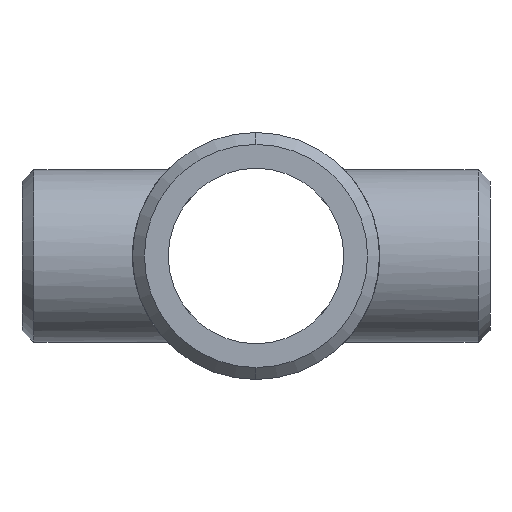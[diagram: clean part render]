
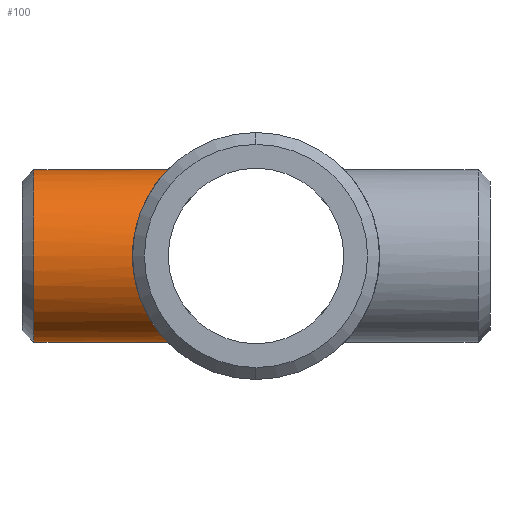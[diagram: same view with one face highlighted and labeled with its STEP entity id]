
A CAD part, left-side view. The second image highlights one B-rep face of the part: STEP entity #100.
In plain terms, the highlighted cylindrical face has radius 21.082 mm (diameter 42.164 mm), a partial arc.
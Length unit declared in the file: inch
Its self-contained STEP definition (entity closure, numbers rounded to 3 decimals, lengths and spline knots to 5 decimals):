
#15 = VERTEX_POINT ( 'NONE', #963 ) ;
#22 = CARTESIAN_POINT ( 'NONE',  ( -0.02806, 0.84927, 0.83 ) ) ;
#34 = ORIENTED_EDGE ( 'NONE', *, *, #774, .T. ) ;
#42 = CARTESIAN_POINT ( 'NONE',  ( 0., 0.84927, 0.83 ) ) ;
#59 = CARTESIAN_POINT ( 'NONE',  ( -0.82259, 1.18233, -0.11421 ) ) ;
#61 = CARTESIAN_POINT ( 'NONE',  ( 0., 0.84927, 0.83 ) ) ;
#91 = CARTESIAN_POINT ( 'NONE',  ( -0.22055, 0.87734, -0.80028 ) ) ;
#92 = CARTESIAN_POINT ( 'NONE',  ( 0., 2.13533, -0.83 ) ) ;
#100 = ADVANCED_FACE ( 'NONE', ( #397 ), #759, .T. ) ;
#107 = CARTESIAN_POINT ( 'NONE',  ( -0.27389, 0.89113, 0.78537 ) ) ;
#120 = DIRECTION ( 'NONE',  ( 0., -1., 0. ) ) ;
#132 = ORIENTED_EDGE ( 'NONE', *, *, #221, .T. ) ;
#135 = CARTESIAN_POINT ( 'NONE',  ( -0.81031, 1.17382, 0.18024 ) ) ;
#149 = CARTESIAN_POINT ( 'NONE',  ( -0.80689, 1.17146, -0.19647 ) ) ;
#172 = CARTESIAN_POINT ( 'NONE',  ( -0.18037, 0.86811, -0.81028 ) ) ;
#191 = AXIS2_PLACEMENT_3D ( 'NONE', #829, #631, #643 ) ;
#195 = CARTESIAN_POINT ( 'NONE',  ( -0.77311, 1.14845, -0.30231 ) ) ;
#201 = CARTESIAN_POINT ( 'NONE',  ( -0.78274, 1.15496, -0.27641 ) ) ;
#221 = EDGE_CURVE ( 'NONE', #15, #1042, #715, .T. ) ;
#227 = CARTESIAN_POINT ( 'NONE',  ( -0.50602, 0.98844, 0.65842 ) ) ;
#235 = CARTESIAN_POINT ( 'NONE',  ( -0.79628, 1.16418, 0.23458 ) ) ;
#251 = CARTESIAN_POINT ( 'NONE',  ( -0.78386, 1.15571, 0.27427 ) ) ;
#271 = CARTESIAN_POINT ( 'NONE',  ( -0.44131, 0.95689, -0.70345 ) ) ;
#298 = DIRECTION ( 'NONE',  ( 0., -1., 0. ) ) ;
#304 = AXIS2_PLACEMENT_3D ( 'NONE', #583, #120, #766 ) ;
#323 = CARTESIAN_POINT ( 'NONE',  ( -0.54645, 1.00974, 0.62528 ) ) ;
#350 = CARTESIAN_POINT ( 'NONE',  ( -0.82845, 1.18641, -0.05806 ) ) ;
#357 = CARTESIAN_POINT ( 'NONE',  ( -0.29861, 0.89994, -0.77489 ) ) ;
#363 = CARTESIAN_POINT ( 'NONE',  ( -0.27321, 0.89178, -0.78423 ) ) ;
#387 = EDGE_LOOP ( 'NONE', ( #1048, #132, #423, #34 ) ) ;
#397 = FACE_OUTER_BOUND ( 'NONE', #387, .T. ) ;
#418 = DIRECTION ( 'NONE',  ( 0., -1., 0. ) ) ;
#419 = CARTESIAN_POINT ( 'NONE',  ( -0.37251, 0.9273, 0.74183 ) ) ;
#423 = ORIENTED_EDGE ( 'NONE', *, *, #654, .T. ) ;
#425 = CARTESIAN_POINT ( 'NONE',  ( -0.75296, 1.13496, 0.35028 ) ) ;
#441 = CARTESIAN_POINT ( 'NONE',  ( -0.62073, 1.05185, -0.55163 ) ) ;
#461 = CARTESIAN_POINT ( 'NONE',  ( -0.65468, 1.07223, -0.51088 ) ) ;
#506 = CARTESIAN_POINT ( 'NONE',  ( -0.83007, 1.18755, 0.05558 ) ) ;
#514 = CARTESIAN_POINT ( 'NONE',  ( -0.566, 1.02048, 0.60765 ) ) ;
#562 = EDGE_CURVE ( 'NONE', #15, #883, #1043, .T. ) ;
#571 = CARTESIAN_POINT ( 'NONE',  ( -0.78729, 1.15804, -0.2632 ) ) ;
#583 = CARTESIAN_POINT ( 'NONE',  ( 0., 2.25, 0. ) ) ;
#596 = CARTESIAN_POINT ( 'NONE',  ( -0.44172, 0.95709, 0.70318 ) ) ;
#617 = CARTESIAN_POINT ( 'NONE',  ( -0.77435, 1.14927, 0.30004 ) ) ;
#623 = CARTESIAN_POINT ( 'NONE',  ( -0.80011, 1.1668, 0.22117 ) ) ;
#631 = DIRECTION ( 'NONE',  ( 0., -1., 0. ) ) ;
#635 = CARTESIAN_POINT ( 'NONE',  ( -0.50686, 0.98828, -0.65937 ) ) ;
#641 = CARTESIAN_POINT ( 'NONE',  ( -0.19382, 0.87101, -0.80717 ) ) ;
#643 = DIRECTION ( 'NONE',  ( 0., 0., 1. ) ) ;
#646 = CARTESIAN_POINT ( 'NONE',  ( -0.23387, 0.88079, -0.79649 ) ) ;
#652 = CARTESIAN_POINT ( 'NONE',  ( -0.37193, 0.9269, -0.74248 ) ) ;
#654 = EDGE_CURVE ( 'NONE', #1042, #952, #871, .T. ) ;
#694 = CARTESIAN_POINT ( 'NONE',  ( -0.74108, 1.1271, 0.37475 ) ) ;
#715 = CIRCLE ( 'NONE', #191, 0.83 ) ;
#729 = CARTESIAN_POINT ( 'NONE',  ( -0.05715, 0.84927, -0.83 ) ) ;
#738 = CARTESIAN_POINT ( 'NONE',  ( -0.71536, 1.11016, -0.42422 ) ) ;
#759 = CYLINDRICAL_SURFACE ( 'NONE', #304, 0.83 ) ;
#766 = DIRECTION ( 'NONE',  ( 0., 0., -1. ) ) ;
#772 = CARTESIAN_POINT ( 'NONE',  ( -0.14019, 0.86034, 0.81855 ) ) ;
#774 = EDGE_CURVE ( 'NONE', #952, #883, #1125, .T. ) ;
#787 = CARTESIAN_POINT ( 'NONE',  ( -0.34835, 0.91787, 0.75348 ) ) ;
#795 = CARTESIAN_POINT ( 'NONE',  ( -0.48509, 0.97786, 0.67399 ) ) ;
#799 = CARTESIAN_POINT ( 'NONE',  ( 0., 0.84927, -0.83 ) ) ;
#810 = CARTESIAN_POINT ( 'NONE',  ( -0.81826, 1.17932, -0.14188 ) ) ;
#829 = CARTESIAN_POINT ( 'NONE',  ( 0., 2.13533, 0. ) ) ;
#832 = CARTESIAN_POINT ( 'NONE',  ( -0.67061, 1.08206, -0.48977 ) ) ;
#841 = CARTESIAN_POINT ( 'NONE',  ( -0.79986, 1.16662, -0.22339 ) ) ;
#849 = CARTESIAN_POINT ( 'NONE',  ( -0.11206, 0.85618, 0.82288 ) ) ;
#861 = CARTESIAN_POINT ( 'NONE',  ( 0., 2.25, -0.83 ) ) ;
#871 = LINE ( 'NONE', #861, #1090 ) ;
#873 = VECTOR ( 'NONE', #418, 39.37008 ) ;
#876 = CARTESIAN_POINT ( 'NONE',  ( 0., 2.25, 0.83 ) ) ;
#877 = CARTESIAN_POINT ( 'NONE',  ( -0.41928, 0.94689, 0.7168 ) ) ;
#883 = VERTEX_POINT ( 'NONE', #61 ) ;
#884 = CARTESIAN_POINT ( 'NONE',  ( -0.33603, 0.91326, 0.75905 ) ) ;
#923 = CARTESIAN_POINT ( 'NONE',  ( -0.60288, 1.04139, -0.57107 ) ) ;
#930 = CARTESIAN_POINT ( 'NONE',  ( -0.41856, 0.94657, -0.71723 ) ) ;
#933 = CARTESIAN_POINT ( 'NONE',  ( -0.76801, 1.14502, -0.31503 ) ) ;
#952 = VERTEX_POINT ( 'NONE', #799 ) ;
#963 = CARTESIAN_POINT ( 'NONE',  ( 0., 2.13533, 0.83 ) ) ;
#966 = CARTESIAN_POINT ( 'NONE',  ( -0.38436, 0.93213, 0.73576 ) ) ;
#974 = CARTESIAN_POINT ( 'NONE',  ( -0.05609, 0.85066, 0.82858 ) ) ;
#975 = CARTESIAN_POINT ( 'NONE',  ( -0.65587, 1.07279, 0.51144 ) ) ;
#991 = CARTESIAN_POINT ( 'NONE',  ( -0.62218, 1.05234, 0.55188 ) ) ;
#1012 = CARTESIAN_POINT ( 'NONE',  ( -0.54711, 1.00978, -0.62635 ) ) ;
#1019 = CARTESIAN_POINT ( 'NONE',  ( -0.34797, 0.9175, -0.75401 ) ) ;
#1023 = CARTESIAN_POINT ( 'NONE',  ( 0., 0.84927, -0.83 ) ) ;
#1032 = CARTESIAN_POINT ( 'NONE',  ( -0.74115, 1.12708, -0.37757 ) ) ;
#1042 = VERTEX_POINT ( 'NONE', #92 ) ;
#1043 = LINE ( 'NONE', #876, #873 ) ;
#1048 = ORIENTED_EDGE ( 'NONE', *, *, #562, .F. ) ;
#1063 = CARTESIAN_POINT ( 'NONE',  ( -0.22203, 0.87618, 0.80169 ) ) ;
#1064 = CARTESIAN_POINT ( 'NONE',  ( -0.70087, 1.10106, 0.44541 ) ) ;
#1077 = CARTESIAN_POINT ( 'NONE',  ( -0.82996, 1.18747, -0.02941 ) ) ;
#1085 = CARTESIAN_POINT ( 'NONE',  ( -0.82441, 1.18357, 0.11142 ) ) ;
#1090 = VECTOR ( 'NONE', #298, 39.37008 ) ;
#1125 = B_SPLINE_CURVE_WITH_KNOTS ( 'NONE', 3,
 ( #1023, #729, #1189, #172, #641, #91, #646, #363, #357, #1019, #652, #930, #271, #635, #1012, #923, #441, #461, #832, #738, #1032, #933, #195, #201, #571, #841, #149, #810, #59, #350, #1077, #506, #1085, #135, #1163, #623, #235, #251, #617, #425, #694, #1146, #1064, #975, #991, #514, #323, #227, #795, #596, #877, #966, #419, #787, #884, #107, #1063, #772, #849, #974, #22, #42 ),
 .UNSPECIFIED., .F., .F.,
 ( 4, 2, 2, 2, 2, 2, 2, 2, 2, 2, 2, 2, 2, 2, 2, 2, 2, 2, 2, 2, 2, 2, 2, 2, 2, 2, 2, 2, 2, 2, 4 ),
 ( 0., 0.00427, 0.00534, 0.00641, 0.00855, 0.01068, 0.01282, 0.01709, 0.01923, 0.02136, 0.02564, 0.0267, 0.02777, 0.02991, 0.03205, 0.03418, 0.03846, 0.03952, 0.04059, 0.04273, 0.04486, 0.047, 0.05127, 0.05341, 0.05555, 0.05768, 0.05875, 0.05982, 0.06409, 0.06623, 0.06836 ),
 .UNSPECIFIED. ) ;
#1146 = CARTESIAN_POINT ( 'NONE',  ( -0.71497, 1.11011, 0.42244 ) ) ;
#1163 = CARTESIAN_POINT ( 'NONE',  ( -0.80713, 1.17163, 0.194 ) ) ;
#1189 = CARTESIAN_POINT ( 'NONE',  ( -0.11268, 0.85506, -0.82417 ) ) ;
